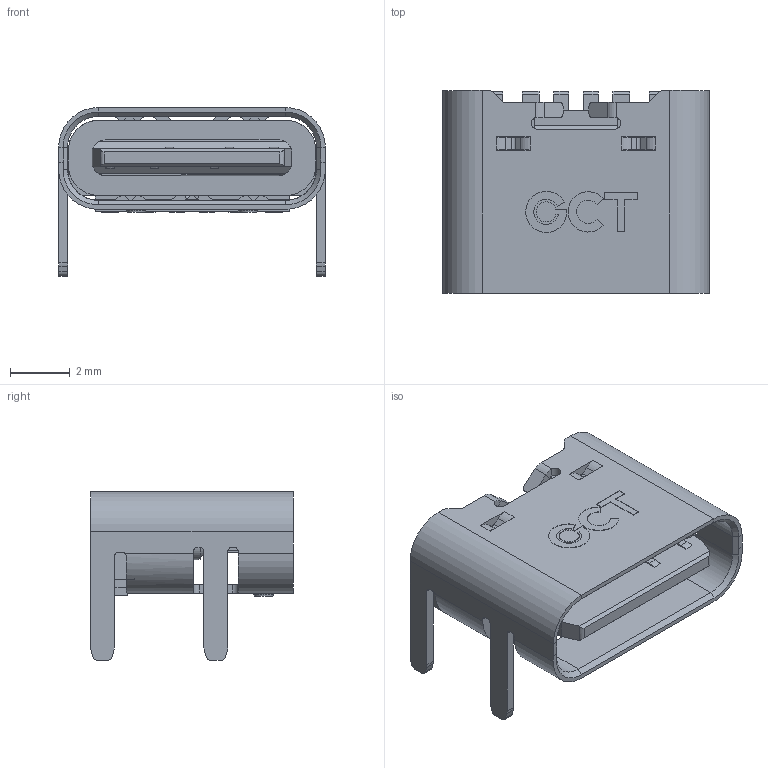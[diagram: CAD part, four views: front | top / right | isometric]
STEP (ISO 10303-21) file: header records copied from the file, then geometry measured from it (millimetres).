
FILE_DESCRIPTION(/* description */ (''),/* implementation_level */ '2;1');
FILE_NAME(/* name */ 'GCT USB4125-GF-A-0190.stp',/* time_stamp */ '2022-01-12T11:57:43+02:00',/* author */ ('AbuBakr'),/* organization */ (''),/* preprocessor_version */ 'ST-DEVELOPER v17',/* originating_system */ 'Autodesk Inventor 2019',/* authorisation */ '');
FILE_SCHEMA (('AUTOMOTIVE_DESIGN { 1 0 10303 214 3 1 1 }'));
Length unit declared in the file: millimetre
Products named in the file (6): GCT USB4125-GF-A-0190; USB4125-GF-A-0190; 1; 2; 3; GCT
Assembly tree (5 placements, depth 3):
  GCT USB4125-GF-A-0190
    USB4125-GF-A-0190
      1
      2
      3
      GCT
Bounding box: 8.94 x 6.8 x 5.66 mm (x, y, z)
Volume: 40 mm3; surface area: 482.6 mm2
Topology: 18 solids, 21 shells, 629 faces, 1634 edges, 1038 vertices
Faces by surface type: plane 458, cylinder 135, cone 18, bspline 14, torus 4
Entity records: 20736 total; most frequent: CARTESIAN_POINT 4463, ORIENTED_EDGE 3251, DIRECTION 3153, EDGE_CURVE 1626, LINE 1247, VECTOR 1247, VERTEX_POINT 1035, AXIS2_PLACEMENT_3D 953
